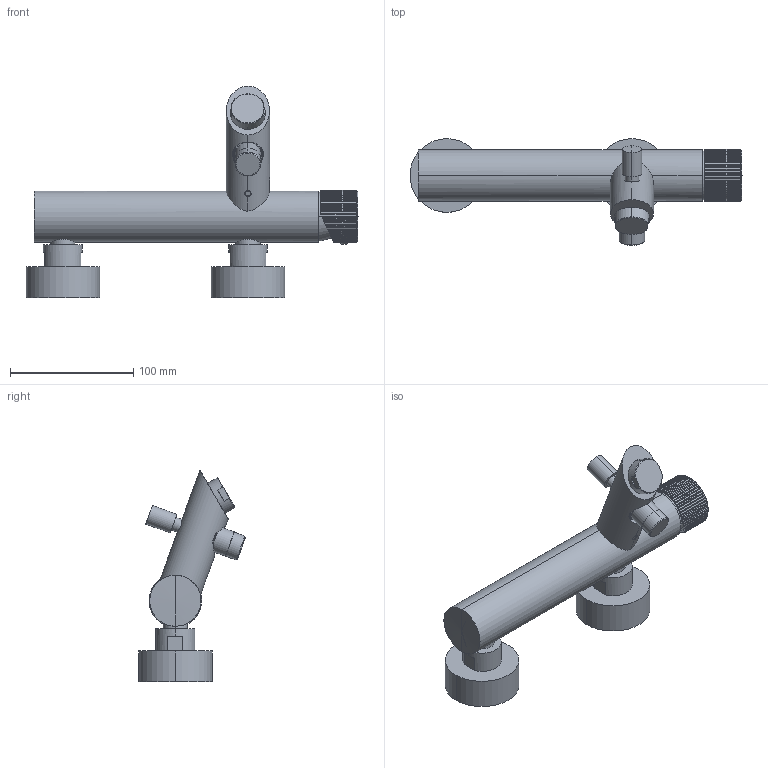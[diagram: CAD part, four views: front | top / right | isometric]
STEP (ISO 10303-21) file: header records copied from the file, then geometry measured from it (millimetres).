
FILE_DESCRIPTION((''),'2;1');
FILE_NAME('JO022CR','2021-02-02T14:33:35',('ut3'),('PAFFONI SpA'),'CREO PARAMETRIC BY PTC INC, 2020044','CREO PARAMETRIC BY PTC INC, 2020044','');
FILE_SCHEMA(('CONFIG_CONTROL_DESIGN','SHAPE_APPEARANCE_LAYERS_GROUPS'));
Length unit declared in the file: millimetre
Products named in the file (1): JO022CR
Bounding box: 269.02 x 86.62 x 171.48 mm (x, y, z)
Volume: 598005.8 mm3; surface area: 80196.9 mm2
Topology: 1 solids, 1 shells, 319 faces, 885 edges, 576 vertices
Faces by surface type: plane 175, cylinder 116, cone 22, bspline 4, sphere 2
Entity records: 14425 total; most frequent: CARTESIAN_POINT 4231, ORIENTED_EDGE 1754, DIRECTION 1515, EDGE_CURVE 877, VERTEX_POINT 576, AXIS2_PLACEMENT_3D 537, VECTOR 441, LINE 441
